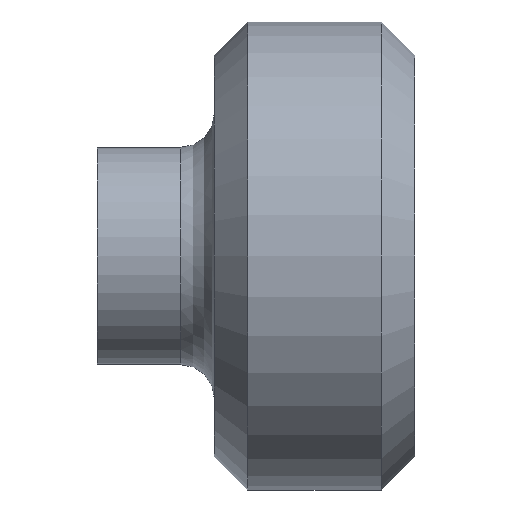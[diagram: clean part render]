
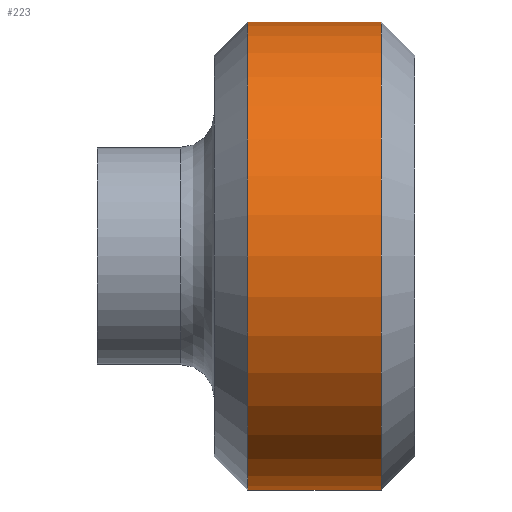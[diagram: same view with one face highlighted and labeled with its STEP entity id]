
A CAD part, front view. The second image highlights one B-rep face of the part: STEP entity #223.
In plain terms, the highlighted cylindrical face has radius 14 mm (diameter 28 mm), a full revolution.
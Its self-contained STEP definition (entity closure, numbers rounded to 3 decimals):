
#73=CARTESIAN_POINT('',(17.,0.0,14.));
#74=VERTEX_POINT('',#73);
#75=CARTESIAN_POINT('',(17.,0.,0.0));
#76=DIRECTION('',(-1.0,0.0,0.0));
#77=DIRECTION('',(0.0,1.0,0.0));
#78=AXIS2_PLACEMENT_3D('',#75,#76,#77);
#79=CIRCLE('',#78,14.);
#80=EDGE_CURVE('',#74,#74,#79,.T.);
#112=CARTESIAN_POINT('',(9.,0.0,14.));
#113=VERTEX_POINT('',#112);
#114=CARTESIAN_POINT('',(9.0,0.,0.0));
#115=DIRECTION('',(1.0,0.0,0.0));
#116=DIRECTION('',(0.0,1.0,0.0));
#117=AXIS2_PLACEMENT_3D('',#114,#115,#116);
#118=CIRCLE('',#117,14.);
#119=EDGE_CURVE('',#113,#113,#118,.T.);
#212=CARTESIAN_POINT('',(13.0,0.,0.0));
#213=DIRECTION('',(1.0,0.,0.0));
#214=DIRECTION('',(0.0,1.0,0.0));
#215=AXIS2_PLACEMENT_3D('',#212,#213,#214);
#216=CYLINDRICAL_SURFACE('',#215,14.);
#217=ORIENTED_EDGE('',*,*,#80,.T.);
#218=EDGE_LOOP('',(#217));
#219=FACE_OUTER_BOUND('',#218,.T.);
#220=ORIENTED_EDGE('',*,*,#119,.T.);
#221=EDGE_LOOP('',(#220));
#222=FACE_BOUND('',#221,.T.);
#223=ADVANCED_FACE('',(#219,#222),#216,.T.);
